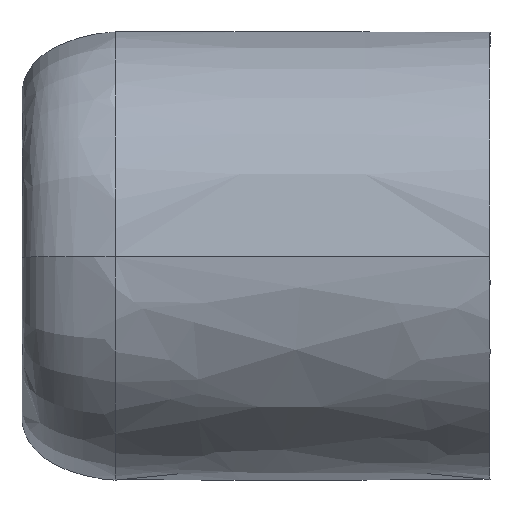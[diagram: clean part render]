
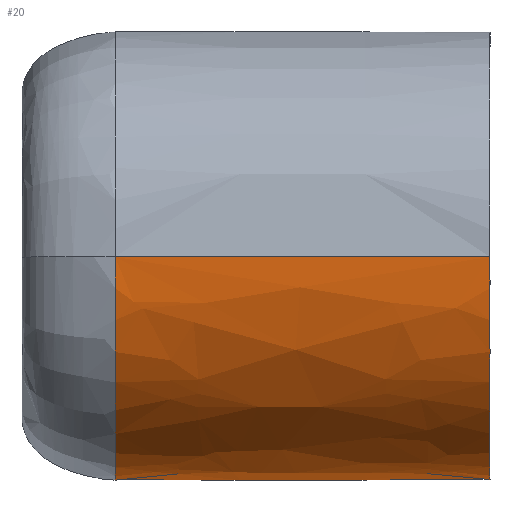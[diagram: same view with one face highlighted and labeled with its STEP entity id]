
A CAD part, top view. The second image highlights one B-rep face of the part: STEP entity #20.
In plain terms, the highlighted free-form (B-spline) face has degree [3, 2] with [4, 5] control points.
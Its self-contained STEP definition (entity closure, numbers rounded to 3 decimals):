
#20=ADVANCED_FACE('',(#48),#402,.T.);
#48=FACE_OUTER_BOUND('',#76,.T.);
#76=EDGE_LOOP('',(#121,#122,#123,#124,#125,#126));
#121=ORIENTED_EDGE('',*,*,#263,.F.);
#122=ORIENTED_EDGE('',*,*,#250,.T.);
#123=ORIENTED_EDGE('',*,*,#264,.T.);
#124=ORIENTED_EDGE('',*,*,#311,.F.);
#125=ORIENTED_EDGE('',*,*,#313,.F.);
#126=ORIENTED_EDGE('',*,*,#310,.F.);
#250=EDGE_CURVE('',#351,#350,#425,.T.);
#263=EDGE_CURVE('',#351,#384,#438,.T.);
#264=EDGE_CURVE('',#350,#376,#439,.T.);
#310=EDGE_CURVE('',#384,#385,#463,.T.);
#311=EDGE_CURVE('',#386,#376,#464,.T.);
#313=EDGE_CURVE('',#385,#386,#344,.T.);
#344=B_SPLINE_CURVE_WITH_KNOTS('',3,(#4047,#4048,#4049,#4050,#4051,#4052,
#4053,#4054,#4055,#4056,#4057,#4058,#4059,#4060,#4061,#4062,#4063,#4064,
#4065,#4066,#4067,#4068,#4069,#4070,#4071,#4072,#4073,#4074,#4075,#4076,
#4077,#4078,#4079,#4080,#4081,#4082,#4083,#4084,#4085,#4086,#4087,#4088,
#4089),.UNSPECIFIED.,.F.,.F.,(4,2,2,2,2,2,2,2,2,2,3,2,2,2,2,2,2,2,2,2,4),
(1.359,18.233,35.094,51.914,60.318,
68.722,85.512,102.309,119.165,127.588,
136.013,144.44,152.865,169.726,186.527,
203.323,211.73,220.138,236.965,253.834,
270.715),.UNSPECIFIED.);
#350=VERTEX_POINT('',#3051);
#351=VERTEX_POINT('',#3052);
#376=VERTEX_POINT('',#3077);
#384=VERTEX_POINT('',#3085);
#385=VERTEX_POINT('',#3086);
#386=VERTEX_POINT('',#3087);
#402=(
BOUNDED_SURFACE()
B_SPLINE_SURFACE(3,2,((#1115,#1116,#1117,#1118,#1119),(#1120,#1121,#1122,
#1123,#1124),(#1125,#1126,#1127,#1128,#1129),(#1130,#1131,#1132,#1133,#1134)),
 .UNSPECIFIED.,.F.,.F.,.F.)
B_SPLINE_SURFACE_WITH_KNOTS((4,4),(3,2,3),(474.607,484.212),
(0.,230.266,460.532),.UNSPECIFIED.)
GEOMETRIC_REPRESENTATION_ITEM()
RATIONAL_B_SPLINE_SURFACE(((1.,0.707,1.,0.707,1.),
(1.,0.707,1.,0.707,1.),(1.,0.707,1.,
0.707,1.),(1.,0.707,1.,0.707,1.)))
REPRESENTATION_ITEM('')
SURFACE()
);
#425=(
BOUNDED_CURVE()
B_SPLINE_CURVE(3,(#3162,#3163,#3164,#3165),.UNSPECIFIED.,.F.,.F.)
B_SPLINE_CURVE_WITH_KNOTS((4,4),(474.607,484.212),
 .UNSPECIFIED.)
CURVE()
GEOMETRIC_REPRESENTATION_ITEM()
RATIONAL_B_SPLINE_CURVE((1.,1.,1.,1.))
REPRESENTATION_ITEM('')
);
#438=(
BOUNDED_CURVE()
B_SPLINE_CURVE(2,(#3288,#3289,#3290,#3291,#3292),.UNSPECIFIED.,.F.,.F.)
B_SPLINE_CURVE_WITH_KNOTS((3,2,3),(0.,230.266,460.532),
 .UNSPECIFIED.)
CURVE()
GEOMETRIC_REPRESENTATION_ITEM()
RATIONAL_B_SPLINE_CURVE((1.,0.707,1.,0.707,1.))
REPRESENTATION_ITEM('')
);
#439=(
BOUNDED_CURVE()
B_SPLINE_CURVE(2,(#3293,#3294,#3295,#3296,#3297),.UNSPECIFIED.,.F.,.F.)
B_SPLINE_CURVE_WITH_KNOTS((3,2,3),(0.,230.266,460.532),
 .UNSPECIFIED.)
CURVE()
GEOMETRIC_REPRESENTATION_ITEM()
RATIONAL_B_SPLINE_CURVE((1.,0.707,1.,0.707,1.))
REPRESENTATION_ITEM('')
);
#463=(
BOUNDED_CURVE()
B_SPLINE_CURVE(3,(#4035,#4036,#4037,#4038),.UNSPECIFIED.,.F.,.F.)
B_SPLINE_CURVE_WITH_KNOTS((4,4),(474.607,476.905),
 .UNSPECIFIED.)
CURVE()
GEOMETRIC_REPRESENTATION_ITEM()
RATIONAL_B_SPLINE_CURVE((1.,1.,1.,1.))
REPRESENTATION_ITEM('')
);
#464=(
BOUNDED_CURVE()
B_SPLINE_CURVE(3,(#4039,#4040,#4041,#4042),.UNSPECIFIED.,.F.,.F.)
B_SPLINE_CURVE_WITH_KNOTS((4,4),(483.534,484.212),
 .UNSPECIFIED.)
CURVE()
GEOMETRIC_REPRESENTATION_ITEM()
RATIONAL_B_SPLINE_CURVE((1.,1.,1.,1.))
REPRESENTATION_ITEM('')
);
#1115=CARTESIAN_POINT('',(1061.318,10.71,174.548));
#1116=CARTESIAN_POINT('',(1061.318,-135.596,173.742));
#1117=CARTESIAN_POINT('',(1061.318,-134.79,27.436));
#1118=CARTESIAN_POINT('',(1061.318,-133.984,-118.87));
#1119=CARTESIAN_POINT('',(1061.318,12.322,-118.064));
#1120=CARTESIAN_POINT('',(979.625,10.711,174.671));
#1121=CARTESIAN_POINT('',(979.625,-135.719,173.866));
#1122=CARTESIAN_POINT('',(979.625,-134.913,27.437));
#1123=CARTESIAN_POINT('',(979.625,-134.108,-118.993));
#1124=CARTESIAN_POINT('',(979.625,12.321,-118.187));
#1125=CARTESIAN_POINT('',(897.932,10.711,174.794));
#1126=CARTESIAN_POINT('',(897.932,-135.841,173.989));
#1127=CARTESIAN_POINT('',(897.932,-135.036,27.437));
#1128=CARTESIAN_POINT('',(897.932,-134.231,-119.115));
#1129=CARTESIAN_POINT('',(897.932,12.321,-118.31));
#1130=CARTESIAN_POINT('',(816.238,10.711,174.918));
#1131=CARTESIAN_POINT('',(816.238,-135.964,174.113));
#1132=CARTESIAN_POINT('',(816.238,-135.16,27.437));
#1133=CARTESIAN_POINT('',(816.238,-134.355,-119.238));
#1134=CARTESIAN_POINT('',(816.238,12.321,-118.434));
#3051=CARTESIAN_POINT('',(816.238,10.711,174.918));
#3052=CARTESIAN_POINT('',(1061.318,10.71,174.548));
#3077=CARTESIAN_POINT('',(816.238,12.321,-118.434));
#3085=CARTESIAN_POINT('',(1061.318,12.322,-118.064));
#3086=CARTESIAN_POINT('',(1002.69,12.321,-118.152));
#3087=CARTESIAN_POINT('',(833.554,12.321,-118.408));
#3162=CARTESIAN_POINT('',(1061.318,10.71,174.548));
#3163=CARTESIAN_POINT('',(979.625,10.711,174.671));
#3164=CARTESIAN_POINT('',(897.932,10.711,174.794));
#3165=CARTESIAN_POINT('',(816.238,10.711,174.918));
#3288=CARTESIAN_POINT('',(1061.318,10.71,174.548));
#3289=CARTESIAN_POINT('',(1061.318,-135.596,173.742));
#3290=CARTESIAN_POINT('',(1061.318,-134.79,27.436));
#3291=CARTESIAN_POINT('',(1061.318,-133.984,-118.87));
#3292=CARTESIAN_POINT('',(1061.318,12.322,-118.064));
#3293=CARTESIAN_POINT('',(816.238,10.711,174.918));
#3294=CARTESIAN_POINT('',(816.238,-135.964,174.113));
#3295=CARTESIAN_POINT('',(816.238,-135.16,27.437));
#3296=CARTESIAN_POINT('',(816.238,-134.355,-119.238));
#3297=CARTESIAN_POINT('',(816.238,12.321,-118.434));
#4035=CARTESIAN_POINT('',(1061.318,12.322,-118.064));
#4036=CARTESIAN_POINT('',(1041.775,12.322,-118.094));
#4037=CARTESIAN_POINT('',(1022.233,12.322,-118.123));
#4038=CARTESIAN_POINT('',(1002.69,12.321,-118.152));
#4039=CARTESIAN_POINT('',(833.554,12.321,-118.408));
#4040=CARTESIAN_POINT('',(827.782,12.321,-118.416));
#4041=CARTESIAN_POINT('',(822.01,12.321,-118.425));
#4042=CARTESIAN_POINT('',(816.238,12.321,-118.434));
#4047=CARTESIAN_POINT('',(1002.69,12.321,-118.152));
#4048=CARTESIAN_POINT('',(1002.6,6.7,-118.184));
#4049=CARTESIAN_POINT('',(1001.951,1.124,-117.89));
#4050=CARTESIAN_POINT('',(999.569,-9.797,-116.704));
#4051=CARTESIAN_POINT('',(997.852,-15.079,-115.819));
#4052=CARTESIAN_POINT('',(993.457,-25.159,-113.594));
#4053=CARTESIAN_POINT('',(990.796,-29.925,-112.264));
#4054=CARTESIAN_POINT('',(986.189,-36.597,-110.069));
#4055=CARTESIAN_POINT('',(984.553,-38.739,-109.305));
#4056=CARTESIAN_POINT('',(981.092,-42.849,-107.739));
#4057=CARTESIAN_POINT('',(979.268,-44.818,-106.936));
#4058=CARTESIAN_POINT('',(973.535,-50.442,-104.509));
#4059=CARTESIAN_POINT('',(969.361,-53.826,-102.863));
#4060=CARTESIAN_POINT('',(960.41,-59.765,-99.746));
#4061=CARTESIAN_POINT('',(955.628,-62.324,-98.274));
#4062=CARTESIAN_POINT('',(945.543,-66.517,-95.75));
#4063=CARTESIAN_POINT('',(940.259,-68.14,-94.706));
#4064=CARTESIAN_POINT('',(932.067,-69.788,-93.632));
#4065=CARTESIAN_POINT('',(929.306,-70.203,-93.358));
#4066=CARTESIAN_POINT('',(923.73,-70.759,-92.992));
#4067=CARTESIAN_POINT('',(920.93,-70.899,-92.902));
#4068=CARTESIAN_POINT('',(918.122,-70.899,-92.907));
#4069=CARTESIAN_POINT('',(915.314,-70.899,-92.912));
#4070=CARTESIAN_POINT('',(912.513,-70.759,-93.013));
#4071=CARTESIAN_POINT('',(906.937,-70.203,-93.399));
#4072=CARTESIAN_POINT('',(904.176,-69.787,-93.683));
#4073=CARTESIAN_POINT('',(895.986,-68.14,-94.785));
#4074=CARTESIAN_POINT('',(890.703,-66.518,-95.848));
#4075=CARTESIAN_POINT('',(880.622,-62.327,-98.404));
#4076=CARTESIAN_POINT('',(875.841,-59.769,-99.89));
#4077=CARTESIAN_POINT('',(866.893,-53.833,-103.032));
#4078=CARTESIAN_POINT('',(862.72,-50.451,-104.689));
#4079=CARTESIAN_POINT('',(856.987,-44.829,-107.131));
#4080=CARTESIAN_POINT('',(855.162,-42.861,-107.939));
#4081=CARTESIAN_POINT('',(851.701,-38.751,-109.514));
#4082=CARTESIAN_POINT('',(850.065,-36.609,-110.282));
#4083=CARTESIAN_POINT('',(845.457,-29.938,-112.488));
#4084=CARTESIAN_POINT('',(842.794,-25.172,-113.826));
#4085=CARTESIAN_POINT('',(838.396,-15.09,-116.061));
#4086=CARTESIAN_POINT('',(836.678,-9.807,-116.95));
#4087=CARTESIAN_POINT('',(834.294,1.118,-118.143));
#4088=CARTESIAN_POINT('',(833.644,6.696,-118.438));
#4089=CARTESIAN_POINT('',(833.554,12.321,-118.408));
